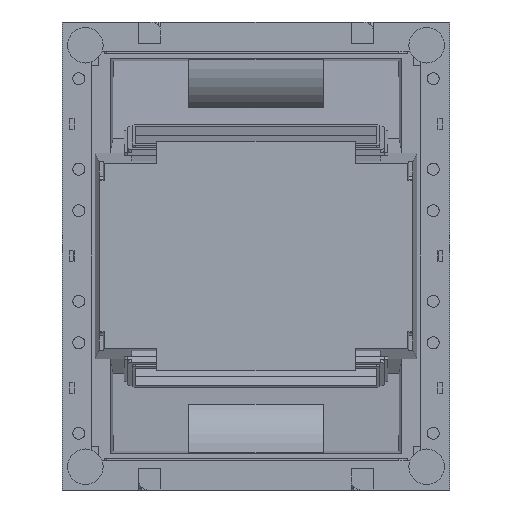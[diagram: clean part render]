
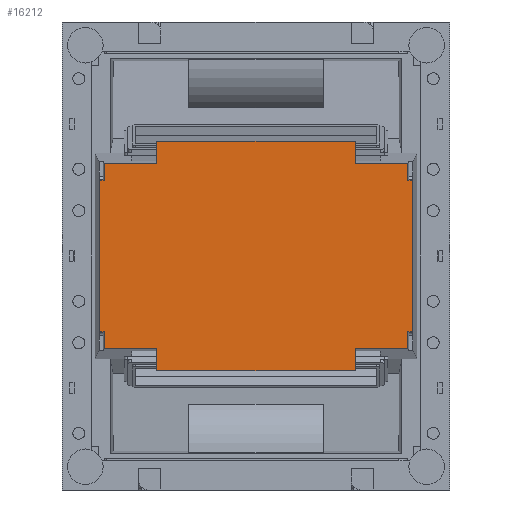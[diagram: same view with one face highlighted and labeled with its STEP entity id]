
A CAD part, front view. The second image highlights one B-rep face of the part: STEP entity #16212.
In plain terms, the highlighted face is planar.
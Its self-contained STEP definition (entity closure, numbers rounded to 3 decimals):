
#14792=CARTESIAN_POINT('Vertex',(52.25,-56.,-3.3)) ;
#14795=CARTESIAN_POINT('Line Origine',(58.525,-56.,-3.3)) ;
#14799=CARTESIAN_POINT('Vertex',(64.8,-56.,-3.3)) ;
#14918=CARTESIAN_POINT('Vertex',(64.8,56.,-3.3)) ;
#14921=CARTESIAN_POINT('Line Origine',(58.525,56.,-3.3)) ;
#14925=CARTESIAN_POINT('Vertex',(52.25,56.,-3.3)) ;
#14980=CARTESIAN_POINT('Vertex',(52.25,-85.76,-3.3)) ;
#14983=CARTESIAN_POINT('Line Origine',(52.25,-70.88,-3.3)) ;
#14993=CARTESIAN_POINT('Line Origine',(52.25,70.88,-3.3)) ;
#14997=CARTESIAN_POINT('Vertex',(52.25,85.76,-3.3)) ;
#15117=CARTESIAN_POINT('Vertex',(-42.651,-88.069,-3.3)) ;
#15120=CARTESIAN_POINT('Line Origine',(0.,-88.069,-3.3)) ;
#15124=CARTESIAN_POINT('Vertex',(42.651,-88.069,-3.3)) ;
#15224=CARTESIAN_POINT('Vertex',(-52.25,85.76,-3.3)) ;
#15227=CARTESIAN_POINT('Line Origine',(-52.25,70.88,-3.3)) ;
#15231=CARTESIAN_POINT('Vertex',(-52.25,56.,-3.3)) ;
#15252=CARTESIAN_POINT('Vertex',(-52.25,-56.,-3.3)) ;
#15255=CARTESIAN_POINT('Line Origine',(-52.25,-70.88,-3.3)) ;
#15259=CARTESIAN_POINT('Vertex',(-52.25,-85.76,-3.3)) ;
#15438=CARTESIAN_POINT('Vertex',(42.651,88.069,-3.3)) ;
#15441=CARTESIAN_POINT('Line Origine',(0.,88.069,-3.3)) ;
#15445=CARTESIAN_POINT('Vertex',(-42.651,88.069,-3.3)) ;
#16106=CARTESIAN_POINT('Line Origine',(64.8,0.,-3.3)) ;
#16118=CARTESIAN_POINT('Axis2P3D Location',(0.,0.,-3.3)) ;
#16123=CARTESIAN_POINT('Line Origine',(-42.651,-86.915,-3.3)) ;
#16127=CARTESIAN_POINT('Vertex',(-42.651,-85.76,-3.3)) ;
#16130=CARTESIAN_POINT('Line Origine',(-47.451,-85.76,-3.3)) ;
#16135=CARTESIAN_POINT('Line Origine',(-58.525,-56.,-3.3)) ;
#16139=CARTESIAN_POINT('Vertex',(-64.8,-56.,-3.3)) ;
#16142=CARTESIAN_POINT('Line Origine',(-64.8,0.,-3.3)) ;
#16146=CARTESIAN_POINT('Vertex',(-64.8,56.,-3.3)) ;
#16149=CARTESIAN_POINT('Line Origine',(-58.525,56.,-3.3)) ;
#16154=CARTESIAN_POINT('Line Origine',(-47.451,85.76,-3.3)) ;
#16158=CARTESIAN_POINT('Vertex',(-42.651,85.76,-3.3)) ;
#16161=CARTESIAN_POINT('Line Origine',(-42.651,86.915,-3.3)) ;
#16166=CARTESIAN_POINT('Line Origine',(42.651,86.915,-3.3)) ;
#16170=CARTESIAN_POINT('Vertex',(42.651,85.76,-3.3)) ;
#16173=CARTESIAN_POINT('Line Origine',(47.451,85.76,-3.3)) ;
#16178=CARTESIAN_POINT('Line Origine',(47.451,-85.76,-3.3)) ;
#16182=CARTESIAN_POINT('Vertex',(42.651,-85.76,-3.3)) ;
#16185=CARTESIAN_POINT('Line Origine',(42.651,-86.915,-3.3)) ;
#14797=VECTOR('Line Direction',#14796,1.) ;
#14923=VECTOR('Line Direction',#14922,1.) ;
#14985=VECTOR('Line Direction',#14984,1.) ;
#14995=VECTOR('Line Direction',#14994,1.) ;
#15122=VECTOR('Line Direction',#15121,1.) ;
#15229=VECTOR('Line Direction',#15228,1.) ;
#15257=VECTOR('Line Direction',#15256,1.) ;
#15443=VECTOR('Line Direction',#15442,1.) ;
#16108=VECTOR('Line Direction',#16107,1.) ;
#16125=VECTOR('Line Direction',#16124,1.) ;
#16132=VECTOR('Line Direction',#16131,1.) ;
#16137=VECTOR('Line Direction',#16136,1.) ;
#16144=VECTOR('Line Direction',#16143,1.) ;
#16151=VECTOR('Line Direction',#16150,1.) ;
#16156=VECTOR('Line Direction',#16155,1.) ;
#16163=VECTOR('Line Direction',#16162,1.) ;
#16168=VECTOR('Line Direction',#16167,1.) ;
#16175=VECTOR('Line Direction',#16174,1.) ;
#16180=VECTOR('Line Direction',#16179,1.) ;
#16187=VECTOR('Line Direction',#16186,1.) ;
#14796=DIRECTION('Vector Direction',(-1.,0.,0.)) ;
#14922=DIRECTION('Vector Direction',(-1.,0.,0.)) ;
#14984=DIRECTION('Vector Direction',(0.,-1.,0.)) ;
#14994=DIRECTION('Vector Direction',(0.,-1.,0.)) ;
#15121=DIRECTION('Vector Direction',(-1.,0.,0.)) ;
#15228=DIRECTION('Vector Direction',(0.,-1.,0.)) ;
#15256=DIRECTION('Vector Direction',(0.,-1.,0.)) ;
#15442=DIRECTION('Vector Direction',(-1.,0.,0.)) ;
#16107=DIRECTION('Vector Direction',(0.,1.,0.)) ;
#16119=DIRECTION('Axis2P3D Direction',(0.,0.,1.)) ;
#16120=DIRECTION('Axis2P3D XDirection',(1.,0.,0.)) ;
#16124=DIRECTION('Vector Direction',(0.,-1.,0.)) ;
#16131=DIRECTION('Vector Direction',(-1.,0.,0.)) ;
#16136=DIRECTION('Vector Direction',(1.,0.,0.)) ;
#16143=DIRECTION('Vector Direction',(0.,1.,0.)) ;
#16150=DIRECTION('Vector Direction',(1.,0.,0.)) ;
#16155=DIRECTION('Vector Direction',(-1.,0.,0.)) ;
#16162=DIRECTION('Vector Direction',(0.,1.,0.)) ;
#16167=DIRECTION('Vector Direction',(0.,1.,0.)) ;
#16174=DIRECTION('Vector Direction',(-1.,0.,0.)) ;
#16179=DIRECTION('Vector Direction',(-1.,0.,0.)) ;
#16186=DIRECTION('Vector Direction',(0.,-1.,0.)) ;
#16121=AXIS2_PLACEMENT_3D('Plane Axis2P3D',#16118,#16119,#16120) ;
#14798=LINE('Line',#14795,#14797) ;
#14924=LINE('Line',#14921,#14923) ;
#14986=LINE('Line',#14983,#14985) ;
#14996=LINE('Line',#14993,#14995) ;
#15123=LINE('Line',#15120,#15122) ;
#15230=LINE('Line',#15227,#15229) ;
#15258=LINE('Line',#15255,#15257) ;
#15444=LINE('Line',#15441,#15443) ;
#16109=LINE('Line',#16106,#16108) ;
#16126=LINE('Line',#16123,#16125) ;
#16133=LINE('Line',#16130,#16132) ;
#16138=LINE('Line',#16135,#16137) ;
#16145=LINE('Line',#16142,#16144) ;
#16152=LINE('Line',#16149,#16151) ;
#16157=LINE('Line',#16154,#16156) ;
#16164=LINE('Line',#16161,#16163) ;
#16169=LINE('Line',#16166,#16168) ;
#16176=LINE('Line',#16173,#16175) ;
#16181=LINE('Line',#16178,#16180) ;
#16188=LINE('Line',#16185,#16187) ;
#16122=PLANE('',#16121) ;
#14801=EDGE_CURVE('',#14800,#14793,#14798,.T.) ;
#14927=EDGE_CURVE('',#14919,#14926,#14924,.T.) ;
#14987=EDGE_CURVE('',#14793,#14981,#14986,.T.) ;
#14999=EDGE_CURVE('',#14998,#14926,#14996,.T.) ;
#15126=EDGE_CURVE('',#15125,#15118,#15123,.T.) ;
#15233=EDGE_CURVE('',#15225,#15232,#15230,.T.) ;
#15261=EDGE_CURVE('',#15253,#15260,#15258,.T.) ;
#15447=EDGE_CURVE('',#15439,#15446,#15444,.T.) ;
#16110=EDGE_CURVE('',#14800,#14919,#16109,.T.) ;
#16129=EDGE_CURVE('',#16128,#15118,#16126,.T.) ;
#16134=EDGE_CURVE('',#16128,#15260,#16133,.T.) ;
#16141=EDGE_CURVE('',#15253,#16140,#16138,.F.) ;
#16148=EDGE_CURVE('',#16140,#16147,#16145,.T.) ;
#16153=EDGE_CURVE('',#15232,#16147,#16152,.F.) ;
#16160=EDGE_CURVE('',#16159,#15225,#16157,.T.) ;
#16165=EDGE_CURVE('',#16159,#15446,#16164,.T.) ;
#16172=EDGE_CURVE('',#16171,#15439,#16169,.T.) ;
#16177=EDGE_CURVE('',#14998,#16171,#16176,.T.) ;
#16184=EDGE_CURVE('',#14981,#16183,#16181,.T.) ;
#16189=EDGE_CURVE('',#16183,#15125,#16188,.T.) ;
#16191=ORIENTED_EDGE('',*,*,#16129,.F.) ;
#16192=ORIENTED_EDGE('',*,*,#16134,.T.) ;
#16193=ORIENTED_EDGE('',*,*,#15261,.F.) ;
#16194=ORIENTED_EDGE('',*,*,#16141,.T.) ;
#16195=ORIENTED_EDGE('',*,*,#16148,.T.) ;
#16196=ORIENTED_EDGE('',*,*,#16153,.F.) ;
#16197=ORIENTED_EDGE('',*,*,#15233,.F.) ;
#16198=ORIENTED_EDGE('',*,*,#16160,.F.) ;
#16199=ORIENTED_EDGE('',*,*,#16165,.T.) ;
#16200=ORIENTED_EDGE('',*,*,#15447,.F.) ;
#16201=ORIENTED_EDGE('',*,*,#16172,.F.) ;
#16202=ORIENTED_EDGE('',*,*,#16177,.F.) ;
#16203=ORIENTED_EDGE('',*,*,#14999,.T.) ;
#16204=ORIENTED_EDGE('',*,*,#14927,.F.) ;
#16205=ORIENTED_EDGE('',*,*,#16110,.F.) ;
#16206=ORIENTED_EDGE('',*,*,#14801,.T.) ;
#16207=ORIENTED_EDGE('',*,*,#14987,.T.) ;
#16208=ORIENTED_EDGE('',*,*,#16184,.T.) ;
#16209=ORIENTED_EDGE('',*,*,#16189,.T.) ;
#16210=ORIENTED_EDGE('',*,*,#15126,.T.) ;
#16190=EDGE_LOOP('',(#16191,#16192,#16193,#16194,#16195,#16196,#16197,#16198,#16199,#16200,#16201,#16202,#16203,#16204,#16205,#16206,#16207,#16208,#16209,#16210)) ;
#14793=VERTEX_POINT('',#14792) ;
#14800=VERTEX_POINT('',#14799) ;
#14919=VERTEX_POINT('',#14918) ;
#14926=VERTEX_POINT('',#14925) ;
#14981=VERTEX_POINT('',#14980) ;
#14998=VERTEX_POINT('',#14997) ;
#15118=VERTEX_POINT('',#15117) ;
#15125=VERTEX_POINT('',#15124) ;
#15225=VERTEX_POINT('',#15224) ;
#15232=VERTEX_POINT('',#15231) ;
#15253=VERTEX_POINT('',#15252) ;
#15260=VERTEX_POINT('',#15259) ;
#15439=VERTEX_POINT('',#15438) ;
#15446=VERTEX_POINT('',#15445) ;
#16128=VERTEX_POINT('',#16127) ;
#16140=VERTEX_POINT('',#16139) ;
#16147=VERTEX_POINT('',#16146) ;
#16159=VERTEX_POINT('',#16158) ;
#16171=VERTEX_POINT('',#16170) ;
#16183=VERTEX_POINT('',#16182) ;
#16212=ADVANCED_FACE('Corps principal',(#16211),#16122,.F.) ;
#16211=FACE_OUTER_BOUND('',#16190,.T.) ;
